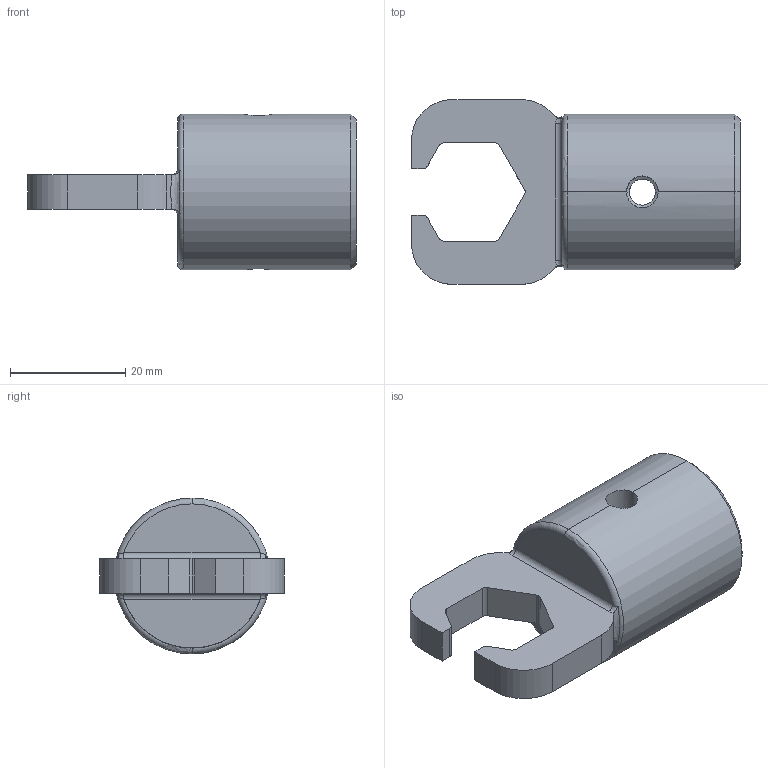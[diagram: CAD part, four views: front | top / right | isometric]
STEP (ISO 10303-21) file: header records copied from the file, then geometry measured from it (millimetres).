
FILE_DESCRIPTION(('HOOPS Exchange Step'),'2;1');
FILE_NAME('export-4FE77BAC-937D-4BF4-BDF6-71AFC30E1141.stp','2023-12-02T11:26:57+01:00',('Engineering'),('Alibre'),'HOOPS Exchange 2021.0','Alibre','Unknown authorisation');
FILE_SCHEMA( ('AP242_MANAGED_MODEL_BASED_3D_ENGINEERING_MIM_LF {1 0 10303 442 1 1 4 }') );
Length unit declared in the file: millimetre
Products named in the file (1): 6392 Wrenchhead for ER 11 HEX-Nut, A-E 11 P
Bounding box: 57 x 32 x 27 mm (x, y, z)
Surface area: 6464.8 mm2 (no closed solid volume)
Topology: 0 solids, 48 shells, 57 faces, 284 edges, 262 vertices
Faces by surface type: cylinder 24, plane 19, bspline 6, cone 6, torus 2
Entity records: 5283 total; most frequent: CARTESIAN_POINT 2945, DIRECTION 428, ORIENTED_EDGE 306, EDGE_CURVE 284, VERTEX_POINT 262, AXIS2_PLACEMENT_3D 147, VECTOR 134, LINE 134
